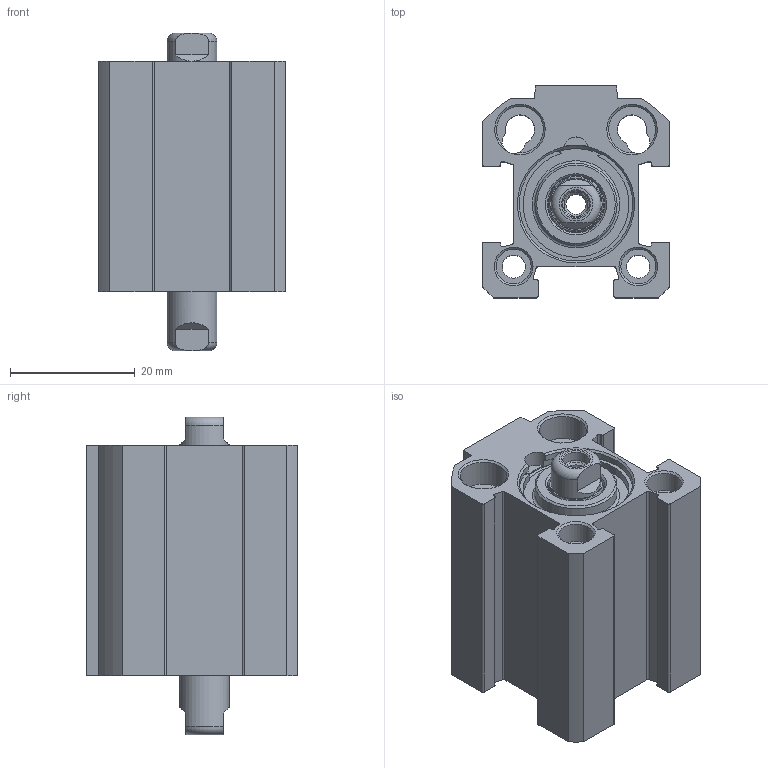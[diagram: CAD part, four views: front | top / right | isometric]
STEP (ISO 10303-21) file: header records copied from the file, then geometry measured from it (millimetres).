
FILE_DESCRIPTION((''),'2;1');
FILE_NAME('FDMP016.005.GS.F.stp','2014-06-09T16:18:53',('carlo.corazza'),(''),'Autodesk Inventor 2012','Autodesk Inventor 2012','');
FILE_SCHEMA(('AUTOMOTIVE_DESIGN { 1 0 10303 214 1 1 1 1 }'));
Length unit declared in the file: millimetre
Products named in the file (5): FDMP016..GS.F; CORPO-005; STELO-005; TA
Assembly tree (5 placements, depth 2):
  FDMP016..GS.F
    CORPO-005
    STELO-005  x2
    TA
    TA
Bounding box: 30 x 34 x 51 mm (x, y, z)
Volume: 19648.4 mm3; surface area: 14947.8 mm2
Topology: 7 solids, 7 shells, 231 faces, 549 edges, 354 vertices
Faces by surface type: plane 90, cylinder 79, cone 46, torus 16
Full cylindrical faces by diameter (mm): 1.3 x2, 3.242 x2, 3.7 x2, 4.134 x2, 4.25 x2, 5.6 x4, 7 x2, 8 x2, 8.42 x2, 9.2 x2, 11.36 x2, 11.5 x2, 13.2 x2, 16 x1, 17.9 x4, 19 x2
Entity records: 6251 total; most frequent: CARTESIAN_POINT 1171, DIRECTION 1050, ORIENTED_EDGE 820, AXIS2_PLACEMENT_3D 442, EDGE_CURVE 410, EDGE_LOOP 328, VERTEX_POINT 308, CIRCLE 219
